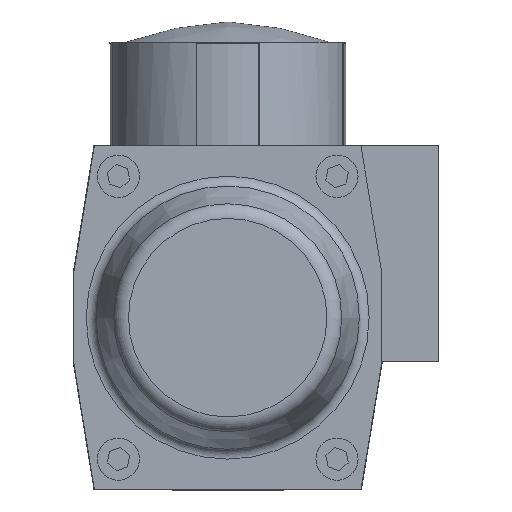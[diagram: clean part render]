
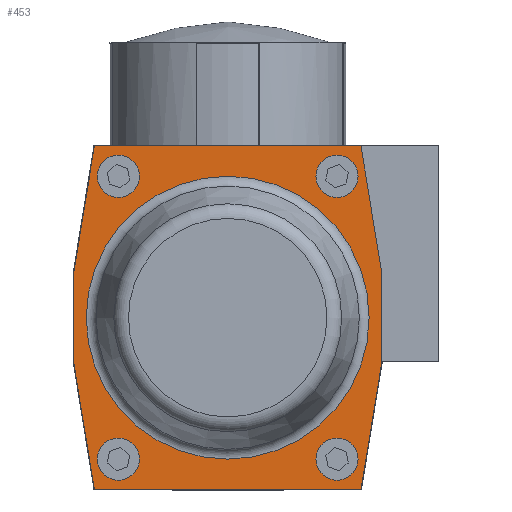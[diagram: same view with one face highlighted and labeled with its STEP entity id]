
A CAD part, front view. The second image highlights one B-rep face of the part: STEP entity #453.
In plain terms, the highlighted planar face has unit normal (0, -1, 0).
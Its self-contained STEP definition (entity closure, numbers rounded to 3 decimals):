
#453 = ADVANCED_FACE( '', ( #998, #999, #1000, #1001, #1002, #1003 ), #1004, .T. );
#998 = FACE_OUTER_BOUND( '', #1600, .T. );
#999 = FACE_BOUND( '', #1601, .T. );
#1000 = FACE_BOUND( '', #1602, .T. );
#1001 = FACE_BOUND( '', #1603, .T. );
#1002 = FACE_BOUND( '', #1604, .T. );
#1003 = FACE_BOUND( '', #1605, .T. );
#1004 = PLANE( '', #1606 );
#1600 = EDGE_LOOP( '', ( #2796, #2797, #2798, #2799, #2800, #2801, #2802, #2803 ) );
#1601 = EDGE_LOOP( '', ( #2804 ) );
#1602 = EDGE_LOOP( '', ( #2805 ) );
#1603 = EDGE_LOOP( '', ( #2806 ) );
#1604 = EDGE_LOOP( '', ( #2807 ) );
#1605 = EDGE_LOOP( '', ( #2808 ) );
#1606 = AXIS2_PLACEMENT_3D( '', #2809, #2810, #2811 );
#2796 = ORIENTED_EDGE( '', *, *, #3391, .F. );
#2797 = ORIENTED_EDGE( '', *, *, #3325, .T. );
#2798 = ORIENTED_EDGE( '', *, *, #3235, .F. );
#2799 = ORIENTED_EDGE( '', *, *, #3316, .F. );
#2800 = ORIENTED_EDGE( '', *, *, #3439, .T. );
#2801 = ORIENTED_EDGE( '', *, *, #3451, .T. );
#2802 = ORIENTED_EDGE( '', *, *, #3529, .T. );
#2803 = ORIENTED_EDGE( '', *, *, #3579, .F. );
#2804 = ORIENTED_EDGE( '', *, *, #3580, .F. );
#2805 = ORIENTED_EDGE( '', *, *, #3436, .F. );
#2806 = ORIENTED_EDGE( '', *, *, #3564, .F. );
#2807 = ORIENTED_EDGE( '', *, *, #3466, .F. );
#2808 = ORIENTED_EDGE( '', *, *, #3581, .F. );
#2809 = CARTESIAN_POINT( '', ( -29.9, -56.5, 33.4 ) );
#2810 = DIRECTION( '', ( 0., -1., 0. ) );
#2811 = DIRECTION( '', ( 1., 0., 0. ) );
#3235 = EDGE_CURVE( '', #3844, #3846, #3847, .T. );
#3316 = EDGE_CURVE( '', #3972, #3844, #3974, .T. );
#3325 = EDGE_CURVE( '', #3985, #3846, #3986, .T. );
#3391 = EDGE_CURVE( '', #3985, #4081, #4082, .T. );
#3436 = EDGE_CURVE( '', #4144, #4144, #4145, .T. );
#3439 = EDGE_CURVE( '', #3972, #4147, #4149, .T. );
#3451 = EDGE_CURVE( '', #4147, #4163, #4165, .T. );
#3466 = EDGE_CURVE( '', #4186, #4186, #4187, .T. );
#3529 = EDGE_CURVE( '', #4163, #4273, #4275, .T. );
#3564 = EDGE_CURVE( '', #4319, #4319, #4320, .T. );
#3579 = EDGE_CURVE( '', #4081, #4273, #4335, .T. );
#3580 = EDGE_CURVE( '', #4336, #4336, #4337, .T. );
#3581 = EDGE_CURVE( '', #4338, #4338, #4339, .F. );
#3844 = VERTEX_POINT( '', #4670 );
#3846 = VERTEX_POINT( '', #4673 );
#3847 = LINE( '', #4674, #4675 );
#3972 = VERTEX_POINT( '', #4846 );
#3974 = LINE( '', #4849, #4850 );
#3985 = VERTEX_POINT( '', #4864 );
#3986 = LINE( '', #4865, #4866 );
#4081 = VERTEX_POINT( '', #5005 );
#4082 = LINE( '', #5006, #5007 );
#4144 = VERTEX_POINT( '', #5092 );
#4145 = CIRCLE( '', #5093, 4.1 );
#4147 = VERTEX_POINT( '', #5095 );
#4149 = LINE( '', #5098, #5099 );
#4163 = VERTEX_POINT( '', #5117 );
#4165 = LINE( '', #5120, #5121 );
#4186 = VERTEX_POINT( '', #5147 );
#4187 = CIRCLE( '', #5148, 4.1 );
#4273 = VERTEX_POINT( '', #5261 );
#4275 = LINE( '', #5264, #5265 );
#4319 = VERTEX_POINT( '', #5322 );
#4320 = CIRCLE( '', #5323, 4.1 );
#4335 = LINE( '', #5341, #5342 );
#4336 = VERTEX_POINT( '', #5343 );
#4337 = CIRCLE( '', #5344, 4.1 );
#4338 = VERTEX_POINT( '', #5345 );
#4339 = CIRCLE( '', #5346, 27.5 );
#4670 = CARTESIAN_POINT( '', ( 25.915, -56.5, -33.4 ) );
#4673 = CARTESIAN_POINT( '', ( -25.915, -56.5, -33.4 ) );
#4674 = CARTESIAN_POINT( '', ( 36., -56.5, -33.4 ) );
#4675 = VECTOR( '', #5561, 1000. );
#4846 = CARTESIAN_POINT( '', ( 29.9, -56.5, -8.992 ) );
#4849 = CARTESIAN_POINT( '', ( 36.816, -56.5, 33.367 ) );
#4850 = VECTOR( '', #5648, 1000. );
#4864 = CARTESIAN_POINT( '', ( -29.9, -56.5, -8.992 ) );
#4865 = CARTESIAN_POINT( '', ( -34.946, -56.5, 21.917 ) );
#4866 = VECTOR( '', #5655, 1000. );
#5005 = CARTESIAN_POINT( '', ( -29.9, -56.5, 8.992 ) );
#5006 = CARTESIAN_POINT( '', ( -29.9, -56.5, 33.5 ) );
#5007 = VECTOR( '', #5709, 1000. );
#5092 = CARTESIAN_POINT( '', ( 21.25, -56.5, 23.4 ) );
#5093 = AXIS2_PLACEMENT_3D( '', #5751, #5752, #5753 );
#5095 = CARTESIAN_POINT( '', ( 29.9, -56.5, 9. ) );
#5098 = CARTESIAN_POINT( '', ( 29.9, -56.5, 33.5 ) );
#5099 = VECTOR( '', #5755, 1000. );
#5117 = CARTESIAN_POINT( '', ( 25.915, -56.5, 33.4 ) );
#5120 = CARTESIAN_POINT( '', ( 26.161, -56.5, 31.893 ) );
#5121 = VECTOR( '', #5764, 1000. );
#5147 = CARTESIAN_POINT( '', ( -21.25, -56.5, -31.6 ) );
#5148 = AXIS2_PLACEMENT_3D( '', #5788, #5789, #5790 );
#5261 = CARTESIAN_POINT( '', ( -25.915, -56.5, 33.4 ) );
#5264 = CARTESIAN_POINT( '', ( 36., -56.5, 33.4 ) );
#5265 = VECTOR( '', #5852, 1000. );
#5322 = CARTESIAN_POINT( '', ( -21.25, -56.5, 23.4 ) );
#5323 = AXIS2_PLACEMENT_3D( '', #5878, #5879, #5880 );
#5341 = CARTESIAN_POINT( '', ( -24.292, -56.5, 43.344 ) );
#5342 = VECTOR( '', #5890, 1000. );
#5343 = CARTESIAN_POINT( '', ( 21.25, -56.5, -31.6 ) );
#5344 = AXIS2_PLACEMENT_3D( '', #5891, #5892, #5893 );
#5345 = CARTESIAN_POINT( '', ( 0., -56.5, 27.5 ) );
#5346 = AXIS2_PLACEMENT_3D( '', #5894, #5895, #5896 );
#5561 = DIRECTION( '', ( -1., 0., 0. ) );
#5648 = DIRECTION( '', ( -0.161, 0., -0.987 ) );
#5655 = DIRECTION( '', ( 0.161, 0., -0.987 ) );
#5709 = DIRECTION( '', ( 0., 0., 1. ) );
#5751 = CARTESIAN_POINT( '', ( 21.25, -56.5, 27.5 ) );
#5752 = DIRECTION( '', ( 0., -1., 0. ) );
#5753 = DIRECTION( '', ( 0., 0., -1. ) );
#5755 = DIRECTION( '', ( 0., 0., 1. ) );
#5764 = DIRECTION( '', ( -0.161, 0., 0.987 ) );
#5788 = CARTESIAN_POINT( '', ( -21.25, -56.5, -27.5 ) );
#5789 = DIRECTION( '', ( 0., -1., 0. ) );
#5790 = DIRECTION( '', ( 0., 0., -1. ) );
#5852 = DIRECTION( '', ( -1., 0., 0. ) );
#5878 = CARTESIAN_POINT( '', ( -21.25, -56.5, 27.5 ) );
#5879 = DIRECTION( '', ( 0., -1., 0. ) );
#5880 = DIRECTION( '', ( 0., 0., -1. ) );
#5890 = DIRECTION( '', ( 0.161, 0., 0.987 ) );
#5891 = CARTESIAN_POINT( '', ( 21.25, -56.5, -27.5 ) );
#5892 = DIRECTION( '', ( 0., -1., 0. ) );
#5893 = DIRECTION( '', ( 0., 0., -1. ) );
#5894 = CARTESIAN_POINT( '', ( 0., -56.5, 0. ) );
#5895 = DIRECTION( '', ( 0., 1., 0. ) );
#5896 = DIRECTION( '', ( 0., 0., 1. ) );
